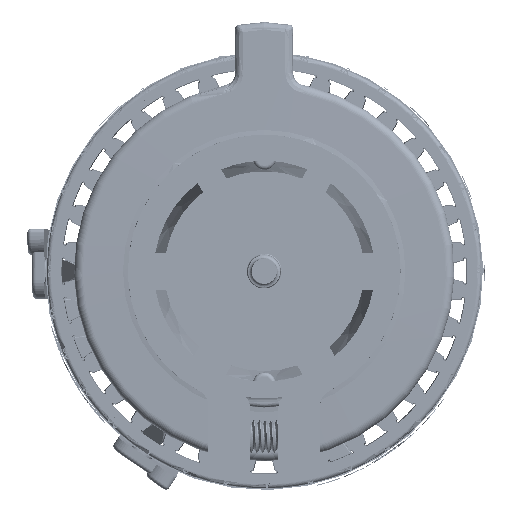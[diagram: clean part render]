
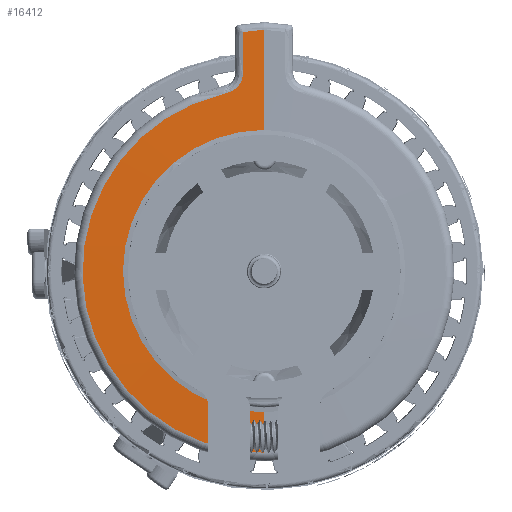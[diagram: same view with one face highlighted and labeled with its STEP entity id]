
A CAD part, front view. The second image highlights one B-rep face of the part: STEP entity #16412.
In plain terms, the highlighted conical face has half-angle 89 degrees and reference radius 23.137 mm.
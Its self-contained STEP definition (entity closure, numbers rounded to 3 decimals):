
#1018=CARTESIAN_POINT('',(0.,24.9,0.));
#1019=DIRECTION('',(0.,-1.,0.));
#1020=DIRECTION('',(-0.227,0.,0.974));
#1021=AXIS2_PLACEMENT_3D('',#1018,#1019,#1020);
#1971=DIRECTION('',(0.,0.017,-1.));
#1972=VECTOR('',#1971,4.889);
#1973=CARTESIAN_POINT('',(0.,24.815,
-17.08));
#1974=LINE('',#1973,#1972);
#2107=CARTESIAN_POINT('',(-2.552,24.938,24.));
#2108=CARTESIAN_POINT('',(-2.552,24.936,23.914));
#2109=CARTESIAN_POINT('',(-2.561,24.933,23.743));
#2110=CARTESIAN_POINT('',(-2.601,24.929,23.487));
#2111=CARTESIAN_POINT('',(-2.668,24.925,23.241));
#2112=CARTESIAN_POINT('',(-2.757,24.921,23.009));
#2113=CARTESIAN_POINT('',(-2.867,24.917,22.789));
#2114=CARTESIAN_POINT('',(-2.996,24.914,22.584));
#2115=CARTESIAN_POINT('',(-3.144,24.911,22.394));
#2116=CARTESIAN_POINT('',(-3.309,24.909,22.219));
#2117=CARTESIAN_POINT('',(-3.495,24.906,22.057));
#2118=CARTESIAN_POINT('',(-3.68,24.905,21.924));
#2119=CARTESIAN_POINT('',(-3.85,24.903,21.823));
#2120=CARTESIAN_POINT('',(-4.002,24.902,21.744));
#2121=CARTESIAN_POINT('',(-4.145,24.902,21.68));
#2122=CARTESIAN_POINT('',(-4.306,24.901,21.616));
#2123=CARTESIAN_POINT('',(-4.499,24.901,21.548));
#2124=CARTESIAN_POINT('',(-4.689,24.9,21.488));
#2125=CARTESIAN_POINT('',(-4.851,24.9,21.438));
#2126=CARTESIAN_POINT('',(-4.949,24.9,21.407));
#2127=CARTESIAN_POINT('',(-4.994,24.9,21.393));
#2129=CARTESIAN_POINT('',(-2.551,25.023,28.926));
#2130=CARTESIAN_POINT('',(-2.551,25.013,28.331));
#2131=CARTESIAN_POINT('',(-2.552,24.993,27.175));
#2132=CARTESIAN_POINT('',(-2.552,24.964,25.535));
#2133=CARTESIAN_POINT('',(-2.552,24.947,24.501));
#2134=CARTESIAN_POINT('',(-2.552,24.938,24.));
#2136=CARTESIAN_POINT('',(0.,25.026,
29.194));
#2137=CARTESIAN_POINT('',(-0.284,25.026,
29.164));
#2138=CARTESIAN_POINT('',(-0.851,25.025,
29.105));
#2139=CARTESIAN_POINT('',(-1.702,25.024,29.015));
#2140=CARTESIAN_POINT('',(-2.268,25.023,28.955));
#2141=CARTESIAN_POINT('',(-2.551,25.023,28.926));
#2143=DIRECTION('',(0.,-0.017,-1.));
#2144=VECTOR('',#2143,12.116);
#2145=CARTESIAN_POINT('',(0.,25.026,
29.194));
#2146=LINE('',#2145,#2144);
#2776=CARTESIAN_POINT('',(0.,24.815,0.));
#2777=DIRECTION('',(0.,-1.,0.));
#2778=DIRECTION('',(0.,0.,1.));
#2779=AXIS2_PLACEMENT_3D('',#2776,#2777,#2778);
#11744=CARTESIAN_POINT('',(0.,24.815,-17.08));
#11745=CARTESIAN_POINT('',(0.,24.815,17.08));
#11746=VERTEX_POINT('',#11744);
#11747=VERTEX_POINT('',#11745);
#11748=CARTESIAN_POINT('',(0.,24.9,-21.968));
#11749=VERTEX_POINT('',#11748);
#12231=CARTESIAN_POINT('',(0.,25.026,
29.194));
#12233=VERTEX_POINT('',#12231);
#12237=VERTEX_POINT('',#2107);
#12238=VERTEX_POINT('',#2127);
#12239=VERTEX_POINT('',#2129);
#16395=CARTESIAN_POINT('',(0.,24.92,0.));
#16396=DIRECTION('',(0.,1.,0.));
#16397=DIRECTION('',(0.,0.,1.));
#16398=AXIS2_PLACEMENT_3D('',#16395,#16396,#16397);
#16399=CONICAL_SURFACE('',#16398,23.137,89.);
#16401=ORIENTED_EDGE('',*,*,#16400,.F.);
#16403=ORIENTED_EDGE('',*,*,#16402,.F.);
#16404=ORIENTED_EDGE('',*,*,#16362,.F.);
#16405=ORIENTED_EDGE('',*,*,#16220,.T.);
#16407=ORIENTED_EDGE('',*,*,#16406,.T.);
#16408=ORIENTED_EDGE('',*,*,#16216,.T.);
#16409=ORIENTED_EDGE('',*,*,#14541,.F.);
#16410=EDGE_LOOP('',(#16401,#16403,#16404,#16405,#16407,#16408,#16409));
#16411=FACE_OUTER_BOUND('',#16410,.F.);
#16412=ADVANCED_FACE('',(#16411),#16399,.T.);
#1022=CIRCLE('',#1021,21.968);
#2128=B_SPLINE_CURVE_WITH_KNOTS('',3,(#2107,#2108,#2109,#2110,#2111,#2112,#2113,
#2114,#2115,#2116,#2117,#2118,#2119,#2120,#2121,#2122,#2123,#2124,#2125,#2126,
#2127),.UNSPECIFIED.,.F.,.F.,(4,1,1,1,1,1,1,1,1,1,1,1,1,1,1,1,1,1,4),(0.,
0.056,0.111,0.167,0.222,
0.278,0.333,0.389,0.444,0.5,
0.556,0.611,0.667,0.722,
0.778,0.833,0.889,0.944,1.),
.UNSPECIFIED.);
#2135=B_SPLINE_CURVE_WITH_KNOTS('',3,(#2129,#2130,#2131,#2132,#2133,#2134),
.UNSPECIFIED.,.F.,.F.,(4,1,1,4),(0.,0.333,0.667,1.),
.UNSPECIFIED.);
#2142=B_SPLINE_CURVE_WITH_KNOTS('',3,(#2136,#2137,#2138,#2139,#2140,#2141),
.UNSPECIFIED.,.F.,.F.,(4,1,1,4),(0.,0.333,0.667,1.),
.UNSPECIFIED.);
#2780=CIRCLE('',#2779,17.08);
#14541=EDGE_CURVE('',#12238,#11749,#1022,.T.);
#16216=EDGE_CURVE('',#11746,#11749,#1974,.T.);
#16220=EDGE_CURVE('',#12233,#11747,#2146,.T.);
#16362=EDGE_CURVE('',#12233,#12239,#2142,.T.);
#16400=EDGE_CURVE('',#12237,#12238,#2128,.T.);
#16402=EDGE_CURVE('',#12239,#12237,#2135,.T.);
#16406=EDGE_CURVE('',#11747,#11746,#2780,.T.);
